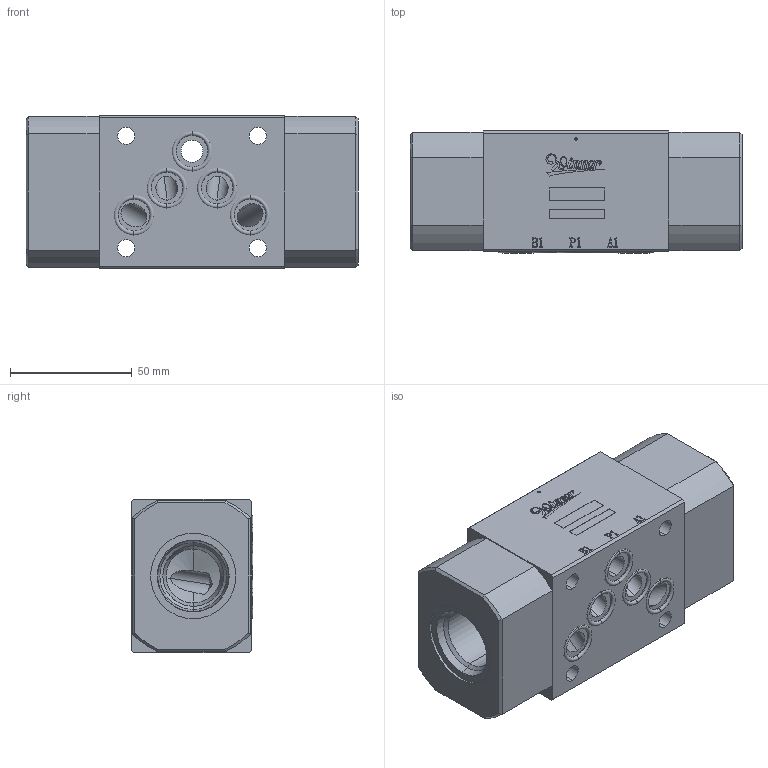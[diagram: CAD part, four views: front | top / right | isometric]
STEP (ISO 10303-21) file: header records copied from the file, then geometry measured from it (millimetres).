
FILE_DESCRIPTION (( 'STEP AP203' ), '1' );
FILE_NAME ('MH05EDW-12W2-12W2-Z01.STEP', '2025-01-10T02:49:32', ( 'user' ), ( '' ), 'SwSTEP 2.0', 'SolidWorks 2018', '' );
FILE_SCHEMA (( 'CONFIG_CONTROL_DESIGN' ));
Length unit declared in the file: millimetre
Products named in the file (3): 4KAA014AA001_組合用(13.02); 6EC05060EDWXXA001; MH05EDW-12W2-12W2-Z01
Assembly tree (6 placements, depth 2):
  MH05EDW-12W2-12W2-Z01
    4KAA014AA001_組合用(13.02)  x5
    6EC05060EDWXXA001
Bounding box: 136.2 x 49.98 x 63 mm (x, y, z)
Volume: 327291.9 mm3; surface area: 58244.8 mm2
Topology: 6 solids, 6 shells, 506 faces, 1377 edges, 878 vertices
Faces by surface type: cylinder 217, plane 170, bspline 49, cone 46, torus 24
Entity records: 18228 total; most frequent: CARTESIAN_POINT 5552, ORIENTED_EDGE 2654, DIRECTION 2474, EDGE_CURVE 1327, AXIS2_PLACEMENT_3D 884, VERTEX_POINT 862, LINE 706, VECTOR 706
